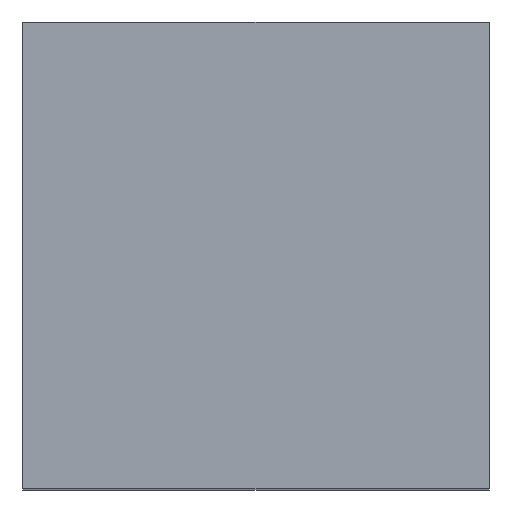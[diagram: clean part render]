
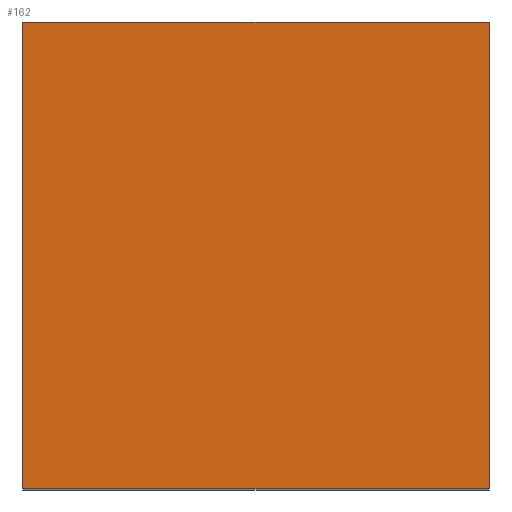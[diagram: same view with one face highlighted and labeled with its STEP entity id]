
A CAD part, top view. The second image highlights one B-rep face of the part: STEP entity #162.
In plain terms, the highlighted planar face has unit normal (0, 0, 1).
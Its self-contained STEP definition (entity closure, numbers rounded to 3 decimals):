
#33=VERTEX_POINT('',#34);
#34=CARTESIAN_POINT('',(-1.5,7.0,13.5));
#40=EDGE_CURVE('',#33,#41,#43,.T.);
#41=VERTEX_POINT('',#42);
#42=CARTESIAN_POINT('',(6.5,7.0,13.5));
#43=LINE('',#44,#45);
#44=CARTESIAN_POINT('',(-1.5,7.0,13.5));
#45=VECTOR('',#46,1.0);
#46=DIRECTION('',(1.0,0.0,0.0));
#71=EDGE_CURVE('',#41,#72,#74,.T.);
#72=VERTEX_POINT('',#73);
#73=CARTESIAN_POINT('',(6.5,-1.0,13.5));
#74=LINE('',#75,#76);
#75=CARTESIAN_POINT('',(6.5,7.0,13.5));
#76=VECTOR('',#77,1.0);
#77=DIRECTION('',(0.0,-1.0,0.0));
#102=EDGE_CURVE('',#72,#103,#105,.T.);
#103=VERTEX_POINT('',#104);
#104=CARTESIAN_POINT('',(-1.5,-1.0,13.5));
#105=LINE('',#106,#107);
#106=CARTESIAN_POINT('',(6.5,-1.0,13.5));
#107=VECTOR('',#108,1.0);
#108=DIRECTION('',(-1.0,0.0,0.0));
#133=EDGE_CURVE('',#103,#33,#134,.T.);
#134=LINE('',#135,#136);
#135=CARTESIAN_POINT('',(-1.5,-1.0,13.5));
#136=VECTOR('',#137,1.0);
#137=DIRECTION('',(0.0,1.0,0.0));
#162=ADVANCED_FACE('',(#163),#169,.F.);
#163=FACE_BOUND('',#164,.T.);
#164=EDGE_LOOP('',(#165,#166,#167,#168));
#165=ORIENTED_EDGE('',*,*,#133,.F.);
#166=ORIENTED_EDGE('',*,*,#102,.F.);
#167=ORIENTED_EDGE('',*,*,#71,.F.);
#168=ORIENTED_EDGE('',*,*,#40,.F.);
#169=PLANE('',#170);
#170=AXIS2_PLACEMENT_3D('',#171,#172,#173);
#171=CARTESIAN_POINT('',(2.5,3.0,13.5));
#172=DIRECTION('',(0.0,0.0,-1.0));
#173=DIRECTION('',(-1.0,0.0,0.0));
